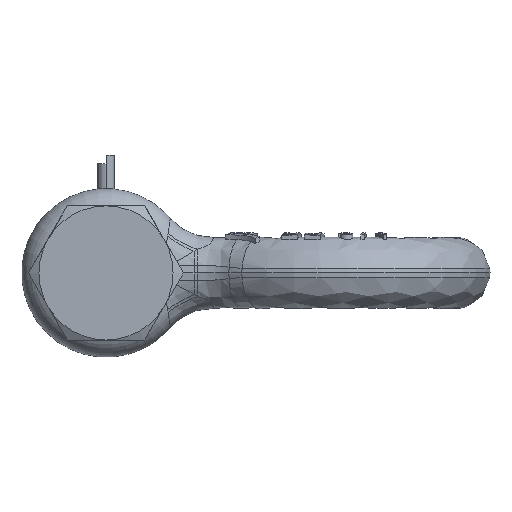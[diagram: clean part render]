
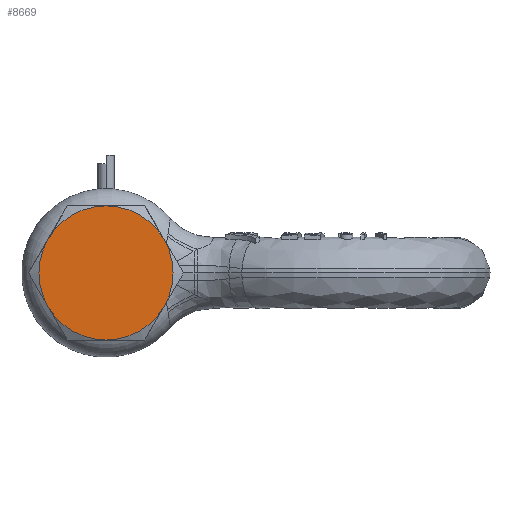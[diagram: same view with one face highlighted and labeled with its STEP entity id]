
A CAD part, left-side view. The second image highlights one B-rep face of the part: STEP entity #8669.
In plain terms, the highlighted planar face has unit normal (-1, 0, 0).
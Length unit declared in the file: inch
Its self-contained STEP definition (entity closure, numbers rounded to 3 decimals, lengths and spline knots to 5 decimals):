
#2846=CARTESIAN_POINT('',(-1.23764,0.,0.));
#2847=DIRECTION('',(-1.,0.,0.));
#2848=DIRECTION('',(0.,0.,-1.));
#2849=AXIS2_PLACEMENT_3D('',#2846,#2847,#2848);
#2851=CARTESIAN_POINT('',(-1.23764,0.,0.));
#2852=DIRECTION('',(-1.,0.,0.));
#2853=DIRECTION('',(0.,0.866,-0.5));
#2854=AXIS2_PLACEMENT_3D('',#2851,#2852,#2853);
#2856=CARTESIAN_POINT('',(-1.23764,0.,0.));
#2857=DIRECTION('',(-1.,0.,0.));
#2858=DIRECTION('',(0.,0.866,0.5));
#2859=AXIS2_PLACEMENT_3D('',#2856,#2857,#2858);
#2861=CARTESIAN_POINT('',(-1.23764,0.,0.));
#2862=DIRECTION('',(-1.,0.,0.));
#2863=DIRECTION('',(0.,0.,1.));
#2864=AXIS2_PLACEMENT_3D('',#2861,#2862,#2863);
#2866=CARTESIAN_POINT('',(-1.23764,0.,0.));
#2867=DIRECTION('',(-1.,0.,0.));
#2868=DIRECTION('',(0.,-0.866,0.5));
#2869=AXIS2_PLACEMENT_3D('',#2866,#2867,#2868);
#2871=CARTESIAN_POINT('',(-1.23764,0.,0.));
#2872=DIRECTION('',(-1.,0.,0.));
#2873=DIRECTION('',(0.,-0.866,-0.5));
#2874=AXIS2_PLACEMENT_3D('',#2871,#2872,#2873);
#4389=CARTESIAN_POINT('',(-1.23764,0.,-0.469));
#4390=CARTESIAN_POINT('',(-1.23764,-0.40617,
-0.2345));
#4391=VERTEX_POINT('',#4389);
#4392=VERTEX_POINT('',#4390);
#4393=CARTESIAN_POINT('',(-1.23764,-0.40617,
0.2345));
#4394=VERTEX_POINT('',#4393);
#4395=CARTESIAN_POINT('',(-1.23764,0.,0.469));
#4396=VERTEX_POINT('',#4395);
#4397=CARTESIAN_POINT('',(-1.23764,0.40617,
0.2345));
#4398=VERTEX_POINT('',#4397);
#4399=CARTESIAN_POINT('',(-1.23764,0.40617,
-0.2345));
#4400=VERTEX_POINT('',#4399);
#8653=CARTESIAN_POINT('',(-1.23764,0.,0.));
#8654=DIRECTION('',(-1.,0.,0.));
#8655=DIRECTION('',(0.,0.,1.));
#8656=AXIS2_PLACEMENT_3D('',#8653,#8654,#8655);
#8657=PLANE('',#8656);
#8658=ORIENTED_EDGE('',*,*,#8621,.F.);
#8660=ORIENTED_EDGE('',*,*,#8659,.F.);
#8662=ORIENTED_EDGE('',*,*,#8661,.F.);
#8664=ORIENTED_EDGE('',*,*,#8663,.F.);
#8665=ORIENTED_EDGE('',*,*,#8648,.F.);
#8666=ORIENTED_EDGE('',*,*,#8634,.F.);
#8667=EDGE_LOOP('',(#8658,#8660,#8662,#8664,#8665,#8666));
#8668=FACE_OUTER_BOUND('',#8667,.F.);
#8669=ADVANCED_FACE('',(#8668),#8657,.T.);
#2850=CIRCLE('',#2849,0.469);
#2855=CIRCLE('',#2854,0.469);
#2860=CIRCLE('',#2859,0.469);
#2865=CIRCLE('',#2864,0.469);
#2870=CIRCLE('',#2869,0.469);
#2875=CIRCLE('',#2874,0.469);
#8621=EDGE_CURVE('',#4391,#4392,#2850,.T.);
#8634=EDGE_CURVE('',#4392,#4394,#2875,.T.);
#8648=EDGE_CURVE('',#4394,#4396,#2870,.T.);
#8659=EDGE_CURVE('',#4400,#4391,#2855,.T.);
#8661=EDGE_CURVE('',#4398,#4400,#2860,.T.);
#8663=EDGE_CURVE('',#4396,#4398,#2865,.T.);
